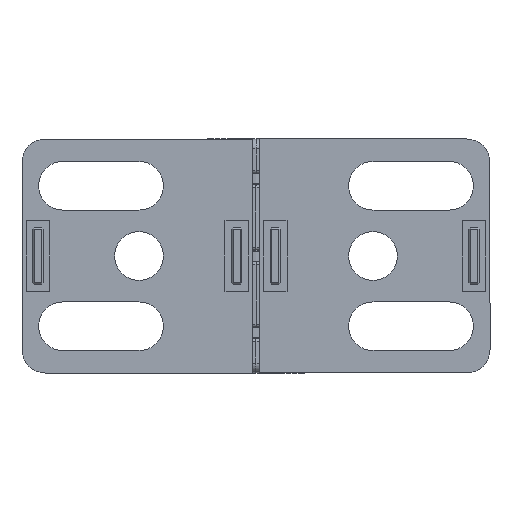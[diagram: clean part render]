
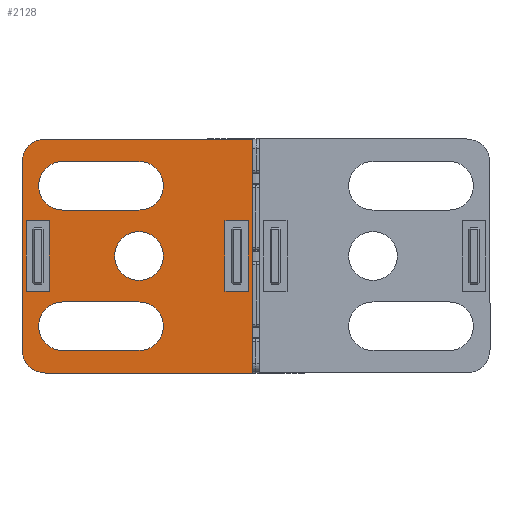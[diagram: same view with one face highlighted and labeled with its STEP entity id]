
A CAD part, front view. The second image highlights one B-rep face of the part: STEP entity #2128.
In plain terms, the highlighted planar face has unit normal (0, -1, 0).
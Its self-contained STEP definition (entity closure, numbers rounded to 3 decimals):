
#65=FACE_BOUND('',#721,.T.);
#66=FACE_BOUND('',#722,.T.);
#67=FACE_BOUND('',#723,.T.);
#68=FACE_BOUND('',#724,.T.);
#69=FACE_BOUND('',#725,.T.);
#98=PLANE('',#2352);
#240=LINE('',#3418,#423);
#260=LINE('',#3503,#443);
#262=LINE('',#3510,#445);
#263=LINE('',#3512,#446);
#264=LINE('',#3516,#447);
#265=LINE('',#3518,#448);
#266=LINE('',#3520,#449);
#267=LINE('',#3521,#450);
#268=LINE('',#3524,#451);
#269=LINE('',#3526,#452);
#270=LINE('',#3528,#453);
#271=LINE('',#3529,#454);
#272=LINE('',#3533,#455);
#273=LINE('',#3534,#456);
#274=LINE('',#3538,#457);
#275=LINE('',#3539,#458);
#423=VECTOR('',#2700,1000.);
#443=VECTOR('',#2738,1000.);
#445=VECTOR('',#2746,1000.);
#446=VECTOR('',#2747,1000.);
#447=VECTOR('',#2750,1000.);
#448=VECTOR('',#2751,1000.);
#449=VECTOR('',#2752,1000.);
#450=VECTOR('',#2753,1000.);
#451=VECTOR('',#2754,1000.);
#452=VECTOR('',#2755,1000.);
#453=VECTOR('',#2756,1000.);
#454=VECTOR('',#2757,1000.);
#455=VECTOR('',#2760,1000.);
#456=VECTOR('',#2761,1000.);
#457=VECTOR('',#2764,1000.);
#458=VECTOR('',#2765,1000.);
#584=FACE_OUTER_BOUND('',#720,.T.);
#720=EDGE_LOOP('',(#1600,#1601,#1602,#1603,#1604,#1605));
#721=EDGE_LOOP('',(#1606,#1607,#1608,#1609));
#722=EDGE_LOOP('',(#1610,#1611,#1612,#1613));
#723=EDGE_LOOP('',(#1614,#1615,#1616,#1617));
#724=EDGE_LOOP('',(#1618,#1619,#1620,#1621));
#725=EDGE_LOOP('',(#1622,#1623));
#874=CIRCLE('',#2325,4.15);
#876=CIRCLE('',#2328,4.15);
#877=CIRCLE('',#2330,4.15);
#878=CIRCLE('',#2331,4.15);
#890=CIRCLE('',#2353,4.);
#891=CIRCLE('',#2354,4.);
#892=CIRCLE('',#2355,4.15);
#893=CIRCLE('',#2356,4.15);
#989=VERTEX_POINT('',#3302);
#990=VERTEX_POINT('',#3304);
#993=VERTEX_POINT('',#3311);
#994=VERTEX_POINT('',#3313);
#995=VERTEX_POINT('',#3317);
#996=VERTEX_POINT('',#3319);
#1032=VERTEX_POINT('',#3411);
#1035=VERTEX_POINT('',#3416);
#1060=VERTEX_POINT('',#3500);
#1061=VERTEX_POINT('',#3502);
#1063=VERTEX_POINT('',#3508);
#1064=VERTEX_POINT('',#3511);
#1065=VERTEX_POINT('',#3514);
#1066=VERTEX_POINT('',#3515);
#1067=VERTEX_POINT('',#3517);
#1068=VERTEX_POINT('',#3519);
#1069=VERTEX_POINT('',#3522);
#1070=VERTEX_POINT('',#3523);
#1071=VERTEX_POINT('',#3525);
#1072=VERTEX_POINT('',#3527);
#1073=VERTEX_POINT('',#3530);
#1074=VERTEX_POINT('',#3531);
#1075=VERTEX_POINT('',#3535);
#1076=VERTEX_POINT('',#3536);
#1185=EDGE_CURVE('',#989,#990,#874,.T.);
#1189=EDGE_CURVE('',#993,#994,#876,.T.);
#1192=EDGE_CURVE('',#995,#996,#877,.T.);
#1193=EDGE_CURVE('',#996,#995,#878,.T.);
#1235=EDGE_CURVE('',#1035,#1032,#240,.T.);
#1265=EDGE_CURVE('',#1061,#1060,#260,.T.);
#1268=EDGE_CURVE('',#1035,#1063,#890,.T.);
#1269=EDGE_CURVE('',#1063,#1061,#262,.T.);
#1270=EDGE_CURVE('',#1064,#1060,#263,.T.);
#1271=EDGE_CURVE('',#1064,#1032,#891,.T.);
#1272=EDGE_CURVE('',#1065,#1066,#264,.T.);
#1273=EDGE_CURVE('',#1067,#1065,#265,.T.);
#1274=EDGE_CURVE('',#1068,#1067,#266,.T.);
#1275=EDGE_CURVE('',#1066,#1068,#267,.T.);
#1276=EDGE_CURVE('',#1069,#1070,#268,.T.);
#1277=EDGE_CURVE('',#1071,#1069,#269,.T.);
#1278=EDGE_CURVE('',#1072,#1071,#270,.T.);
#1279=EDGE_CURVE('',#1070,#1072,#271,.T.);
#1280=EDGE_CURVE('',#1073,#1074,#892,.T.);
#1281=EDGE_CURVE('',#990,#1073,#272,.T.);
#1282=EDGE_CURVE('',#1074,#989,#273,.T.);
#1283=EDGE_CURVE('',#1075,#1076,#893,.T.);
#1284=EDGE_CURVE('',#994,#1075,#274,.T.);
#1285=EDGE_CURVE('',#1076,#993,#275,.T.);
#1600=ORIENTED_EDGE('',*,*,#1235,.F.);
#1601=ORIENTED_EDGE('',*,*,#1268,.T.);
#1602=ORIENTED_EDGE('',*,*,#1269,.T.);
#1603=ORIENTED_EDGE('',*,*,#1265,.T.);
#1604=ORIENTED_EDGE('',*,*,#1270,.F.);
#1605=ORIENTED_EDGE('',*,*,#1271,.T.);
#1606=ORIENTED_EDGE('',*,*,#1272,.F.);
#1607=ORIENTED_EDGE('',*,*,#1273,.F.);
#1608=ORIENTED_EDGE('',*,*,#1274,.F.);
#1609=ORIENTED_EDGE('',*,*,#1275,.F.);
#1610=ORIENTED_EDGE('',*,*,#1276,.F.);
#1611=ORIENTED_EDGE('',*,*,#1277,.F.);
#1612=ORIENTED_EDGE('',*,*,#1278,.F.);
#1613=ORIENTED_EDGE('',*,*,#1279,.F.);
#1614=ORIENTED_EDGE('',*,*,#1280,.F.);
#1615=ORIENTED_EDGE('',*,*,#1281,.F.);
#1616=ORIENTED_EDGE('',*,*,#1185,.F.);
#1617=ORIENTED_EDGE('',*,*,#1282,.F.);
#1618=ORIENTED_EDGE('',*,*,#1283,.F.);
#1619=ORIENTED_EDGE('',*,*,#1284,.F.);
#1620=ORIENTED_EDGE('',*,*,#1189,.F.);
#1621=ORIENTED_EDGE('',*,*,#1285,.F.);
#1622=ORIENTED_EDGE('',*,*,#1193,.F.);
#1623=ORIENTED_EDGE('',*,*,#1192,.F.);
#2128=ADVANCED_FACE('',(#584,#65,#66,#67,#68,#69),#98,.T.);
#2325=AXIS2_PLACEMENT_3D('',#3305,#2625,#2626);
#2328=AXIS2_PLACEMENT_3D('',#3314,#2633,#2634);
#2330=AXIS2_PLACEMENT_3D('',#3320,#2639,#2640);
#2331=AXIS2_PLACEMENT_3D('',#3321,#2641,#2642);
#2352=AXIS2_PLACEMENT_3D('',#3507,#2742,#2743);
#2353=AXIS2_PLACEMENT_3D('',#3509,#2744,#2745);
#2354=AXIS2_PLACEMENT_3D('',#3513,#2748,#2749);
#2355=AXIS2_PLACEMENT_3D('',#3532,#2758,#2759);
#2356=AXIS2_PLACEMENT_3D('',#3537,#2762,#2763);
#2625=DIRECTION('center_axis',(0.,-1.,0.));
#2626=DIRECTION('ref_axis',(1.,0.,0.));
#2633=DIRECTION('center_axis',(0.,-1.,0.));
#2634=DIRECTION('ref_axis',(-1.,0.,0.));
#2639=DIRECTION('center_axis',(0.,-1.,0.));
#2640=DIRECTION('ref_axis',(1.,0.,0.));
#2641=DIRECTION('center_axis',(0.,-1.,0.));
#2642=DIRECTION('ref_axis',(1.,0.,0.));
#2700=DIRECTION('',(0.,0.,1.));
#2738=DIRECTION('',(0.,0.,1.));
#2742=DIRECTION('center_axis',(0.,-1.,0.));
#2743=DIRECTION('ref_axis',(1.,0.,0.));
#2744=DIRECTION('center_axis',(0.,-1.,0.));
#2745=DIRECTION('ref_axis',(1.,0.,0.));
#2746=DIRECTION('',(1.,0.,0.));
#2747=DIRECTION('',(1.,0.,0.));
#2748=DIRECTION('center_axis',(0.,-1.,0.));
#2749=DIRECTION('ref_axis',(1.,0.,0.));
#2750=DIRECTION('',(0.,0.,-1.));
#2751=DIRECTION('',(-1.,0.,0.));
#2752=DIRECTION('',(0.,0.,1.));
#2753=DIRECTION('',(1.,0.,0.));
#2754=DIRECTION('',(0.,0.,-1.));
#2755=DIRECTION('',(-1.,0.,0.));
#2756=DIRECTION('',(0.,0.,1.));
#2757=DIRECTION('',(1.,0.,0.));
#2758=DIRECTION('center_axis',(0.,-1.,0.));
#2759=DIRECTION('ref_axis',(-1.,0.,0.));
#2760=DIRECTION('',(-1.,0.,0.));
#2761=DIRECTION('',(1.,0.,0.));
#2762=DIRECTION('center_axis',(0.,-1.,0.));
#2763=DIRECTION('ref_axis',(1.,0.,0.));
#2764=DIRECTION('',(-1.,0.,0.));
#2765=DIRECTION('',(1.,0.,0.));
#3302=CARTESIAN_POINT('',(-20.,-14.,-36.15));
#3304=CARTESIAN_POINT('',(-20.,-14.,-27.85));
#3305=CARTESIAN_POINT('Origin',(-20.,-14.,-32.));
#3311=CARTESIAN_POINT('',(-20.,-14.,-12.15));
#3313=CARTESIAN_POINT('',(-20.,-14.,-3.85));
#3314=CARTESIAN_POINT('Origin',(-20.,-14.,-8.));
#3317=CARTESIAN_POINT('',(-24.15,-14.,-20.));
#3319=CARTESIAN_POINT('',(-15.85,-14.,-20.));
#3320=CARTESIAN_POINT('Origin',(-20.,-14.,-20.));
#3321=CARTESIAN_POINT('Origin',(-20.,-14.,-20.));
#3411=CARTESIAN_POINT('',(-40.,-14.,-4.));
#3416=CARTESIAN_POINT('',(-40.,-14.,-36.));
#3418=CARTESIAN_POINT('',(-40.,-14.,-40.));
#3500=CARTESIAN_POINT('',(-0.6,-14.,0.));
#3502=CARTESIAN_POINT('',(-0.6,-14.,-40.));
#3503=CARTESIAN_POINT('',(-0.6,-14.,-40.));
#3507=CARTESIAN_POINT('Origin',(-0.6,-14.,-40.));
#3508=CARTESIAN_POINT('',(-36.,-14.,-40.));
#3509=CARTESIAN_POINT('Origin',(-36.,-14.,-36.));
#3510=CARTESIAN_POINT('',(-0.6,-14.,-40.));
#3511=CARTESIAN_POINT('',(-36.,-14.,0.));
#3512=CARTESIAN_POINT('',(-0.6,-14.,0.));
#3513=CARTESIAN_POINT('Origin',(-36.,-14.,-4.));
#3514=CARTESIAN_POINT('',(-5.3,-14.,-14.));
#3515=CARTESIAN_POINT('',(-5.3,-14.,-26.));
#3516=CARTESIAN_POINT('',(-5.3,-14.,-14.));
#3517=CARTESIAN_POINT('',(-1.3,-14.,-14.));
#3518=CARTESIAN_POINT('',(-5.3,-14.,-14.));
#3519=CARTESIAN_POINT('',(-1.3,-14.,-26.));
#3520=CARTESIAN_POINT('',(-1.3,-14.,-14.));
#3521=CARTESIAN_POINT('',(-5.3,-14.,-26.));
#3522=CARTESIAN_POINT('',(-39.3,-14.,-14.));
#3523=CARTESIAN_POINT('',(-39.3,-14.,-26.));
#3524=CARTESIAN_POINT('',(-39.3,-14.,-14.));
#3525=CARTESIAN_POINT('',(-35.3,-14.,-14.));
#3526=CARTESIAN_POINT('',(-39.3,-14.,-14.));
#3527=CARTESIAN_POINT('',(-35.3,-14.,-26.));
#3528=CARTESIAN_POINT('',(-35.3,-14.,-14.));
#3529=CARTESIAN_POINT('',(-39.3,-14.,-26.));
#3530=CARTESIAN_POINT('',(-33.,-14.,-27.85));
#3531=CARTESIAN_POINT('',(-33.,-14.,-36.15));
#3532=CARTESIAN_POINT('Origin',(-33.,-14.,-32.));
#3533=CARTESIAN_POINT('',(-33.,-14.,-27.85));
#3534=CARTESIAN_POINT('',(-33.,-14.,-36.15));
#3535=CARTESIAN_POINT('',(-33.,-14.,-3.85));
#3536=CARTESIAN_POINT('',(-33.,-14.,-12.15));
#3537=CARTESIAN_POINT('Origin',(-33.,-14.,-8.));
#3538=CARTESIAN_POINT('',(-33.,-14.,-3.85));
#3539=CARTESIAN_POINT('',(-33.,-14.,-12.15));
